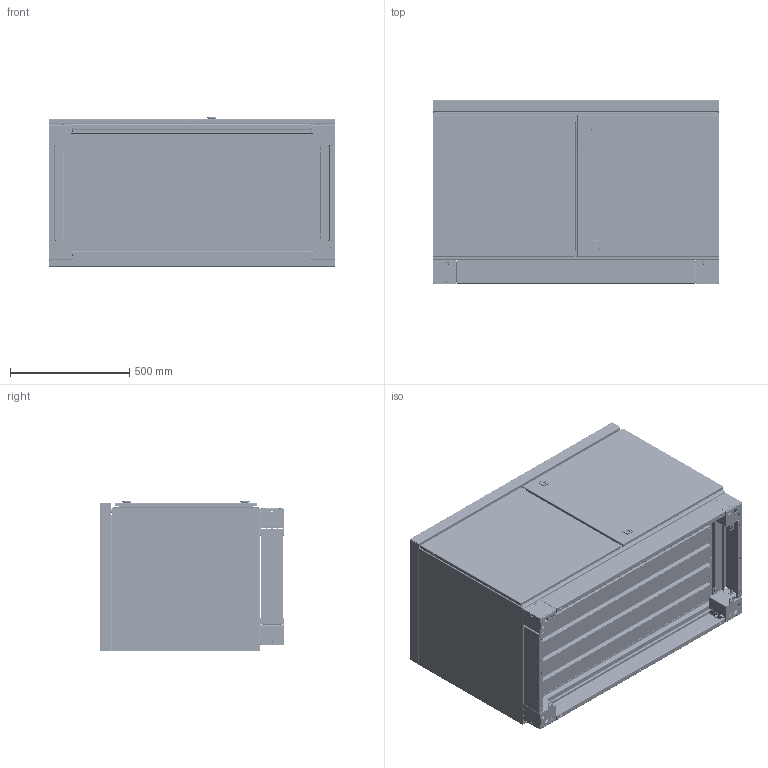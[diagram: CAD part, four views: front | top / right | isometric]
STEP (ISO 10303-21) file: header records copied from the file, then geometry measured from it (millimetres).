
FILE_DESCRIPTION (( 'STEP AP214' ), '1' );
FILE_NAME ('572.600.STEP', '2025-12-02T06:33:39', ( '' ), ( '' ), 'SwSTEP 2.0', 'SolidWorks 2021', '' );
FILE_SCHEMA (( 'AUTOMOTIVE_DESIGN' ));
Length unit declared in the file: millimetre
Products named in the file (52): Óïëîòíèòåëü; 710.160; 58.120.060.00-04; 58.120.000.00-151; Âòóëêà øàðíèðà; Âèíò Ì6õ16 ìåáåëüíûé; 58.120.060.00-01-02; Ãàñêåòèíã äâåðè W1200H600; 58.000.060.60-07; 58.120.060.00-01-01; Ñêîáà; Ïðîñòàâêà Ì8 14ìì; Âèíò Ì5õ10 ñ ïîëóêð. ãîëîâêîé; 708.000.02-2; 58.120.000.00-152; 708.100.01; 57.120.060.00-01-02 捘; Ëè÷èíêà; 58.000.060.00; 10.000.060.00-06.; Çàêëåïêà ðåçüáîâàÿ Ì8 øåñòèãðàííàÿ ñ óìåíüøåííûì áîðòîì; 妈眚 DIN 912-󋔉6-Zn; Çàìîê íà íàäñòðîéêó; Ãàéêà M8 DIN6923.step; Ëåíòà óïëîòíèòåëüíàÿ Í600; 710.120 眈翴錪; 57.120.000.60-03; 57.120.060.00-01-01 捘; 58.120.060.00-02; 剒蜲錪; 632.101; 絊膰錪 W1200H100D600; 57.120.060.60-02 捘; 572.600; 708.100; 710.160 眈翴錪; Øàðíèð îòâåòíàÿ ÷àñòü; 58.000.060.60-08; Ãàéêà M6 DIN6923.step; 57.120.000.60-03 捘 ...
Assembly tree (166 placements, depth 4):
  572.600
    57.120.060.60-02 捘
      58.120.060.00-02
      58.000.060.60-07
      58.000.060.60-08
      58.120.000.00-151
      58.120.000.00-152
      Çàêëåïêà ðåçüáîâàÿ Ì8 øåñòèãðàííàÿ ñ óìåíüøåííûì áîðòîì  x8
      Øïèëüêà ïðèâàðíàÿ Ì8õ25  x6
      Øïèëüêà ïðèâàðíàÿ Ì6õ16  x10
    絊膰錪 W1200H100D600
      708.100  x4
        708.000.02
        708.100.01
        708.100.03
        708.000.02-2
        Çàêëåïêà ðåçüáîâàÿ Ì6 øåñòèãðàííàÿ ñ óìåíüøåííûì áîðòîì
        Âèíò Ì6õ16 ìåáåëüíûé
      710.120  x2
        710.120 眈翴錪
        Çàêëåïêà ðåçüáîâàÿ Ì6 øåñòèãðàííàÿ ñ óìåíüøåííûì áîðòîì
      710.160  x2
        710.160 眈翴錪
        Çàêëåïêà ðåçüáîâàÿ Ì6 øåñòèãðàííàÿ ñ óìåíüøåííûì áîðòîì
    57.120.060.00-04 捘
      58.120.060.00-04
      Çàêëåïêà ðåçüáîâàÿ Ì6 øåñòèãðàííàÿ ñ óìåíüøåííûì áîðòîì  x4
    57.120.060.00-01-02 捘
      58.120.060.00-01-02
      Øïèëüêà ïðèâàðíàÿ Ì6õ16  x2
      Øàðíèð ïðèâàðíàÿ ÷àñòü  x2
      Ëåíòà óïëîòíèòåëüíàÿ Í600  x2
      Ãàñêåòèíã äâåðè W1200H600
      10.000.060.00-06.  x2
    57.120.060.00-01-01 捘
      58.120.060.00-01-01
      Øïèëüêà ïðèâàðíàÿ Ì6õ16  x2
      Øàðíèð ïðèâàðíàÿ ÷àñòü  x2
      Ãàñêåòèíã äâåðè W1200H600
      10.000.060.00-06.  x2
    632.101  x5
    58.000.060.00  x4
    Ïðîñòàâêà Ì8 14ìì  x6
    Âòóëêà øàðíèðà  x4
    Øàðíèð âíåøíÿÿ ÷àñòü  x4
    Øàðíèð îòâåòíàÿ ÷àñòü  x4
    妈眚 DIN 912-󋔉6-Zn  x11
    Øàéáà îöèíêîâàííàÿ Ì8  x11
    Ãàéêà M8 DIN6923.step  x16
    Ãàéêà M6 DIN6923.step  x8
    din_6798_a_8_4-fst.stp
    Âèíò Ì5õ10 ñ ïîëóêð. ãîëîâêîé  x2
    Çàìîê íà íàäñòðîéêó  x2
      Êîðïóñ ñ ëîãîòèïîì
      Ëè÷èíêà
      剒蜲錪
      Ñêîáà
      Óïëîòíèòåëü
    57.120.000.60-03 捘
      57.120.000.60-03
Bounding box: 1200.5 x 770.8 x 625.95 mm (x, y, z)
Volume: 10044239.1 mm3; surface area: 12581121.7 mm2
Topology: 185 solids, 185 shells, 10632 faces, 27913 edges, 17785 vertices
Faces by surface type: plane 4857, cylinder 4436, cone 608, bspline 399, torus 328, sphere 4
Entity records: 151244 total; most frequent: CARTESIAN_POINT 55092, ORIENTED_EDGE 20412, DIRECTION 16421, EDGE_CURVE 10206, VERTEX_POINT 6489, AXIS2_PLACEMENT_3D 5628, LINE 5165, VECTOR 5165
